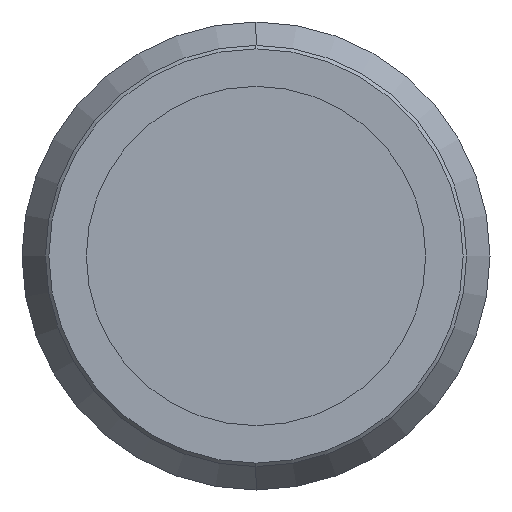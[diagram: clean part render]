
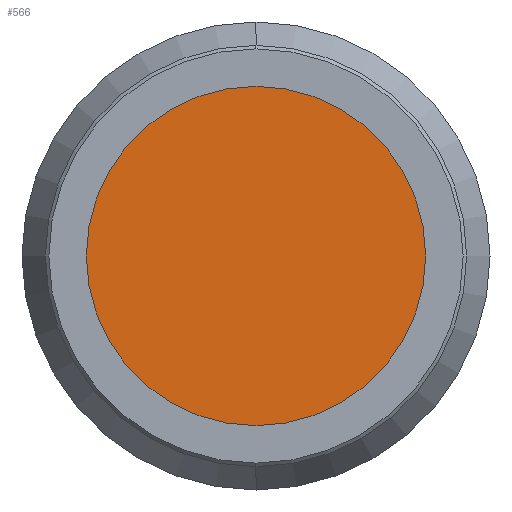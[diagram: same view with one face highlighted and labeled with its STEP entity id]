
A CAD part, left-side view. The second image highlights one B-rep face of the part: STEP entity #566.
In plain terms, the highlighted planar face has unit normal (-1, 0, 0).
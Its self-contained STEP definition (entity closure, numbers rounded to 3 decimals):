
#23 = DIRECTION ( 'NONE',  ( -1., 0., 0. ) ) ;
#35 = FACE_OUTER_BOUND ( 'NONE', #339, .T. ) ;
#45 = VERTEX_POINT ( 'NONE', #231 ) ;
#60 = VERTEX_POINT ( 'NONE', #565 ) ;
#78 = CARTESIAN_POINT ( 'NONE',  ( 2.5, 0., 0. ) ) ;
#141 = CIRCLE ( 'NONE', #235, 14.5 ) ;
#183 = DIRECTION ( 'NONE',  ( -1., 0., 0. ) ) ;
#184 = ORIENTED_EDGE ( 'NONE', *, *, #273, .T. ) ;
#195 = ORIENTED_EDGE ( 'NONE', *, *, #505, .T. ) ;
#201 = PLANE ( 'NONE',  #436 ) ;
#231 = CARTESIAN_POINT ( 'NONE',  ( 2.5, 0., 14.5 ) ) ;
#235 = AXIS2_PLACEMENT_3D ( 'NONE', #78, #183, #408 ) ;
#273 = EDGE_CURVE ( 'NONE', #60, #45, #141, .T. ) ;
#291 = DIRECTION ( 'NONE',  ( 0., 0., 1. ) ) ;
#337 = CIRCLE ( 'NONE', #448, 14.5 ) ;
#339 = EDGE_LOOP ( 'NONE', ( #195, #184 ) ) ;
#388 = CARTESIAN_POINT ( 'NONE',  ( 2.5, 0., 0. ) ) ;
#408 = DIRECTION ( 'NONE',  ( 0., 0., 1. ) ) ;
#436 = AXIS2_PLACEMENT_3D ( 'NONE', #388, #521, #514 ) ;
#448 = AXIS2_PLACEMENT_3D ( 'NONE', #563, #23, #291 ) ;
#505 = EDGE_CURVE ( 'NONE', #45, #60, #337, .T. ) ;
#514 = DIRECTION ( 'NONE',  ( 0., 0., 1. ) ) ;
#521 = DIRECTION ( 'NONE',  ( -1., 0., 0. ) ) ;
#563 = CARTESIAN_POINT ( 'NONE',  ( 2.5, 0., 0. ) ) ;
#565 = CARTESIAN_POINT ( 'NONE',  ( 2.5, 0., -14.5 ) ) ;
#566 = ADVANCED_FACE ( 'NONE', ( #35 ), #201, .T. ) ;
